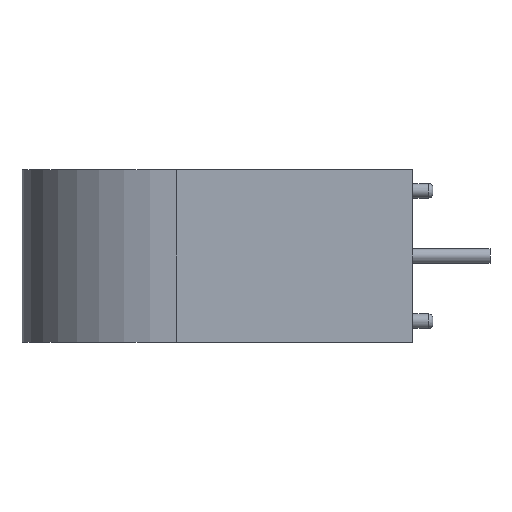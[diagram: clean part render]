
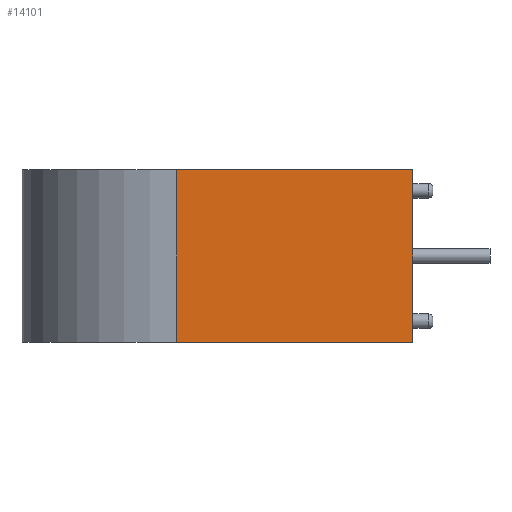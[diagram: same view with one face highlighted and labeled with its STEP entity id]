
A CAD part, left-side view. The second image highlights one B-rep face of the part: STEP entity #14101.
In plain terms, the highlighted planar face has unit normal (-1, 0, 0).
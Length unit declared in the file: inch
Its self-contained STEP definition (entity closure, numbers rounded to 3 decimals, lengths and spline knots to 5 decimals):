
#142 = AXIS2_PLACEMENT_3D ( 'NONE', #869, #8982, #2022 ) ;
#465 = VECTOR ( 'NONE', #8601, 39.37008 ) ;
#541 = LINE ( 'NONE', #5503, #12474 ) ;
#699 = CARTESIAN_POINT ( 'NONE',  ( -0.345, -0.483, 0.385 ) ) ;
#869 = CARTESIAN_POINT ( 'NONE',  ( -0.345, -0.483, 0.385 ) ) ;
#1184 = EDGE_CURVE ( 'NONE', #1764, #13508, #11544, .T. ) ;
#1535 = CARTESIAN_POINT ( 'NONE',  ( -0.345, -0.483, 0. ) ) ;
#1764 = VERTEX_POINT ( 'NONE', #1973 ) ;
#1973 = CARTESIAN_POINT ( 'NONE',  ( -0.345, 0.042, 0. ) ) ;
#1974 = PLANE ( 'NONE',  #142 ) ;
#2022 = DIRECTION ( 'NONE',  ( 0., 0., -1. ) ) ;
#2054 = ORIENTED_EDGE ( 'NONE', *, *, #1184, .T. ) ;
#2223 = EDGE_CURVE ( 'NONE', #2778, #1764, #541, .T. ) ;
#2277 = CARTESIAN_POINT ( 'NONE',  ( -0.345, 0.042, 0.385 ) ) ;
#2661 = VECTOR ( 'NONE', #6560, 39.37008 ) ;
#2778 = VERTEX_POINT ( 'NONE', #2277 ) ;
#3976 = VERTEX_POINT ( 'NONE', #9436 ) ;
#4727 = ORIENTED_EDGE ( 'NONE', *, *, #14796, .F. ) ;
#5062 = CARTESIAN_POINT ( 'NONE',  ( -0.345, -0.483, 0.385 ) ) ;
#5503 = CARTESIAN_POINT ( 'NONE',  ( -0.345, 0.042, 0.385 ) ) ;
#5785 = FACE_OUTER_BOUND ( 'NONE', #11078, .T. ) ;
#6560 = DIRECTION ( 'NONE',  ( 0., -1., 0. ) ) ;
#6758 = ORIENTED_EDGE ( 'NONE', *, *, #10482, .F. ) ;
#8307 = LINE ( 'NONE', #5062, #14410 ) ;
#8601 = DIRECTION ( 'NONE',  ( 0., 0., -1. ) ) ;
#8982 = DIRECTION ( 'NONE',  ( 1., 0., 0. ) ) ;
#8983 = CARTESIAN_POINT ( 'NONE',  ( -0.345, -0.483, 0. ) ) ;
#9436 = CARTESIAN_POINT ( 'NONE',  ( -0.345, -0.483, 0.385 ) ) ;
#10482 = EDGE_CURVE ( 'NONE', #3976, #13508, #12746, .T. ) ;
#11078 = EDGE_LOOP ( 'NONE', ( #2054, #6758, #4727, #14725 ) ) ;
#11544 = LINE ( 'NONE', #8983, #2661 ) ;
#12474 = VECTOR ( 'NONE', #13571, 39.37008 ) ;
#12746 = LINE ( 'NONE', #699, #465 ) ;
#13105 = DIRECTION ( 'NONE',  ( 0., -1., 0. ) ) ;
#13508 = VERTEX_POINT ( 'NONE', #1535 ) ;
#13571 = DIRECTION ( 'NONE',  ( 0., 0., -1. ) ) ;
#14101 = ADVANCED_FACE ( 'NONE', ( #5785 ), #1974, .F. ) ;
#14410 = VECTOR ( 'NONE', #13105, 39.37008 ) ;
#14725 = ORIENTED_EDGE ( 'NONE', *, *, #2223, .T. ) ;
#14796 = EDGE_CURVE ( 'NONE', #2778, #3976, #8307, .T. ) ;
